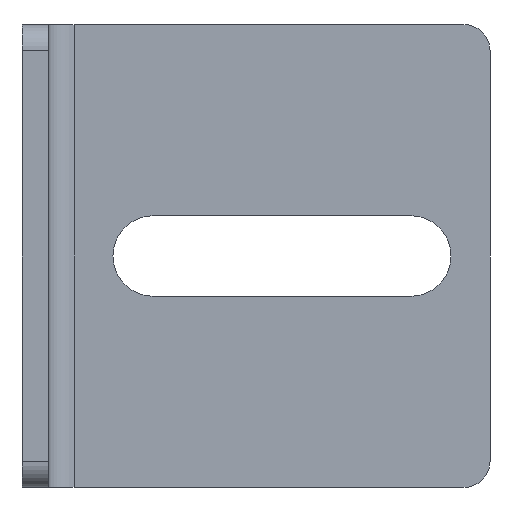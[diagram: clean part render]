
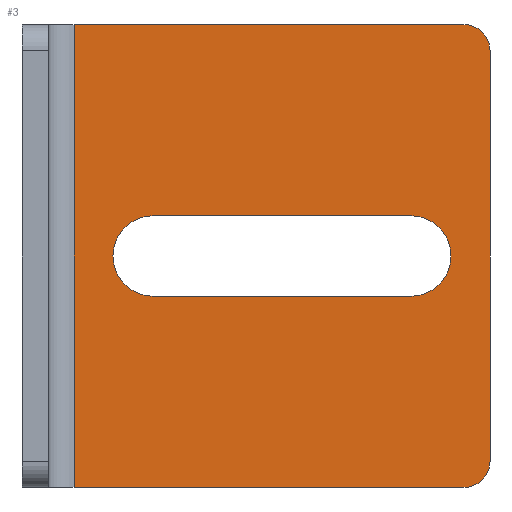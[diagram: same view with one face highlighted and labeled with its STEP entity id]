
A CAD part, left-side view. The second image highlights one B-rep face of the part: STEP entity #3.
In plain terms, the highlighted planar face has unit normal (-1, 0, 0).
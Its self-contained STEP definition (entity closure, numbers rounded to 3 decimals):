
#3 = ADVANCED_FACE ( 'NONE', ( #12, #90 ), #827, .T. ) ;
#12 = FACE_BOUND ( 'NONE', #497, .T. ) ;
#33 = CARTESIAN_POINT ( 'NONE',  ( -2., -34., 2. ) ) ;
#37 = AXIS2_PLACEMENT_3D ( 'NONE', #33, #292, #934 ) ;
#42 = AXIS2_PLACEMENT_3D ( 'NONE', #550, #163, #641 ) ;
#43 = DIRECTION ( 'NONE',  ( 0., -1., 0. ) ) ;
#46 = CARTESIAN_POINT ( 'NONE',  ( -2., -29.9, 17.8 ) ) ;
#58 = CARTESIAN_POINT ( 'NONE',  ( -2., -4., 0. ) ) ;
#61 = ORIENTED_EDGE ( 'NONE', *, *, #392, .F. ) ;
#62 = EDGE_CURVE ( 'NONE', #933, #875, #433, .T. ) ;
#70 = EDGE_CURVE ( 'NONE', #864, #342, #382, .T. ) ;
#73 = VECTOR ( 'NONE', #418, 1000. ) ;
#77 = VECTOR ( 'NONE', #386, 1000. ) ;
#86 = EDGE_LOOP ( 'NONE', ( #411, #555, #665, #872, #323, #133 ) ) ;
#90 = FACE_OUTER_BOUND ( 'NONE', #86, .T. ) ;
#109 = ORIENTED_EDGE ( 'NONE', *, *, #846, .F. ) ;
#126 = VECTOR ( 'NONE', #784, 1000. ) ;
#133 = ORIENTED_EDGE ( 'NONE', *, *, #412, .T. ) ;
#134 = CARTESIAN_POINT ( 'NONE',  ( -2., -36., 33.6 ) ) ;
#137 = CARTESIAN_POINT ( 'NONE',  ( -2., -4., 35.6 ) ) ;
#143 = CIRCLE ( 'NONE', #270, 3.1 ) ;
#163 = DIRECTION ( 'NONE',  ( -1., 0., 0. ) ) ;
#172 = VERTEX_POINT ( 'NONE', #290 ) ;
#197 = CARTESIAN_POINT ( 'NONE',  ( -2., -34., 0. ) ) ;
#211 = CIRCLE ( 'NONE', #631, 3.1 ) ;
#219 = DIRECTION ( 'NONE',  ( 0., 1., 0. ) ) ;
#226 = CARTESIAN_POINT ( 'NONE',  ( -2., 0., 0. ) ) ;
#254 = CARTESIAN_POINT ( 'NONE',  ( -2., -33., 17.8 ) ) ;
#270 = AXIS2_PLACEMENT_3D ( 'NONE', #46, #862, #453 ) ;
#289 = CARTESIAN_POINT ( 'NONE',  ( -2., -10.1, 17.8 ) ) ;
#290 = CARTESIAN_POINT ( 'NONE',  ( -2., -4., 0. ) ) ;
#292 = DIRECTION ( 'NONE',  ( -1., 0., 0. ) ) ;
#297 = DIRECTION ( 'NONE',  ( 0., -1., 0. ) ) ;
#309 = VERTEX_POINT ( 'NONE', #506 ) ;
#323 = ORIENTED_EDGE ( 'NONE', *, *, #822, .F. ) ;
#326 = LINE ( 'NONE', #746, #73 ) ;
#342 = VERTEX_POINT ( 'NONE', #431 ) ;
#355 = LINE ( 'NONE', #539, #478 ) ;
#361 = CARTESIAN_POINT ( 'NONE',  ( -2., -29.9, 17.8 ) ) ;
#374 = CARTESIAN_POINT ( 'NONE',  ( -2., -29.9, 14.7 ) ) ;
#382 = CIRCLE ( 'NONE', #37, 2. ) ;
#386 = DIRECTION ( 'NONE',  ( 0., 0., -1. ) ) ;
#392 = EDGE_CURVE ( 'NONE', #711, #964, #143, .T. ) ;
#394 = ORIENTED_EDGE ( 'NONE', *, *, #512, .F. ) ;
#400 = AXIS2_PLACEMENT_3D ( 'NONE', #289, #614, #297 ) ;
#411 = ORIENTED_EDGE ( 'NONE', *, *, #917, .F. ) ;
#412 = EDGE_CURVE ( 'NONE', #958, #172, #776, .T. ) ;
#413 = DIRECTION ( 'NONE',  ( -1., 0., 0. ) ) ;
#418 = DIRECTION ( 'NONE',  ( 0., 0., -1. ) ) ;
#431 = CARTESIAN_POINT ( 'NONE',  ( -2., -36., 2. ) ) ;
#433 = LINE ( 'NONE', #611, #126 ) ;
#453 = DIRECTION ( 'NONE',  ( 0., -1., 0. ) ) ;
#455 = VERTEX_POINT ( 'NONE', #134 ) ;
#478 = VECTOR ( 'NONE', #219, 1000. ) ;
#493 = AXIS2_PLACEMENT_3D ( 'NONE', #672, #413, #740 ) ;
#497 = EDGE_LOOP ( 'NONE', ( #109, #911, #394, #1000, #61 ) ) ;
#506 = CARTESIAN_POINT ( 'NONE',  ( -2., -10.1, 20.9 ) ) ;
#512 = EDGE_CURVE ( 'NONE', #309, #933, #772, .T. ) ;
#518 = DIRECTION ( 'NONE',  ( 0., 1., 0. ) ) ;
#539 = CARTESIAN_POINT ( 'NONE',  ( -2., -29.9, 20.9 ) ) ;
#550 = CARTESIAN_POINT ( 'NONE',  ( -2., -34., 33.6 ) ) ;
#555 = ORIENTED_EDGE ( 'NONE', *, *, #70, .T. ) ;
#591 = EDGE_CURVE ( 'NONE', #455, #738, #727, .T. ) ;
#600 = LINE ( 'NONE', #759, #1036 ) ;
#611 = CARTESIAN_POINT ( 'NONE',  ( -2., -29.9, 14.7 ) ) ;
#614 = DIRECTION ( 'NONE',  ( -1., 0., 0. ) ) ;
#631 = AXIS2_PLACEMENT_3D ( 'NONE', #361, #922, #43 ) ;
#641 = DIRECTION ( 'NONE',  ( 0., -1., 0. ) ) ;
#665 = ORIENTED_EDGE ( 'NONE', *, *, #668, .F. ) ;
#668 = EDGE_CURVE ( 'NONE', #455, #342, #326, .T. ) ;
#672 = CARTESIAN_POINT ( 'NONE',  ( -2., 0., 122.863 ) ) ;
#689 = DIRECTION ( 'NONE',  ( 0., -1., 0. ) ) ;
#711 = VERTEX_POINT ( 'NONE', #254 ) ;
#727 = CIRCLE ( 'NONE', #42, 2. ) ;
#738 = VERTEX_POINT ( 'NONE', #820 ) ;
#740 = DIRECTION ( 'NONE',  ( 0., -1., 0. ) ) ;
#746 = CARTESIAN_POINT ( 'NONE',  ( -2., -36., 122.863 ) ) ;
#759 = CARTESIAN_POINT ( 'NONE',  ( -2., 0., 35.6 ) ) ;
#772 = CIRCLE ( 'NONE', #400, 3.1 ) ;
#776 = LINE ( 'NONE', #58, #77 ) ;
#784 = DIRECTION ( 'NONE',  ( 0., -1., 0. ) ) ;
#820 = CARTESIAN_POINT ( 'NONE',  ( -2., -34., 35.6 ) ) ;
#822 = EDGE_CURVE ( 'NONE', #958, #738, #600, .T. ) ;
#827 = PLANE ( 'NONE',  #493 ) ;
#846 = EDGE_CURVE ( 'NONE', #875, #711, #211, .T. ) ;
#862 = DIRECTION ( 'NONE',  ( -1., 0., 0. ) ) ;
#864 = VERTEX_POINT ( 'NONE', #197 ) ;
#868 = CARTESIAN_POINT ( 'NONE',  ( -2., -10.1, 14.7 ) ) ;
#872 = ORIENTED_EDGE ( 'NONE', *, *, #591, .T. ) ;
#874 = LINE ( 'NONE', #226, #935 ) ;
#875 = VERTEX_POINT ( 'NONE', #374 ) ;
#896 = EDGE_CURVE ( 'NONE', #964, #309, #355, .T. ) ;
#911 = ORIENTED_EDGE ( 'NONE', *, *, #62, .F. ) ;
#917 = EDGE_CURVE ( 'NONE', #864, #172, #874, .T. ) ;
#922 = DIRECTION ( 'NONE',  ( -1., 0., 0. ) ) ;
#933 = VERTEX_POINT ( 'NONE', #868 ) ;
#934 = DIRECTION ( 'NONE',  ( 0., -1., 0. ) ) ;
#935 = VECTOR ( 'NONE', #518, 1000. ) ;
#958 = VERTEX_POINT ( 'NONE', #137 ) ;
#964 = VERTEX_POINT ( 'NONE', #1016 ) ;
#1000 = ORIENTED_EDGE ( 'NONE', *, *, #896, .F. ) ;
#1016 = CARTESIAN_POINT ( 'NONE',  ( -2., -29.9, 20.9 ) ) ;
#1036 = VECTOR ( 'NONE', #689, 1000. ) ;
